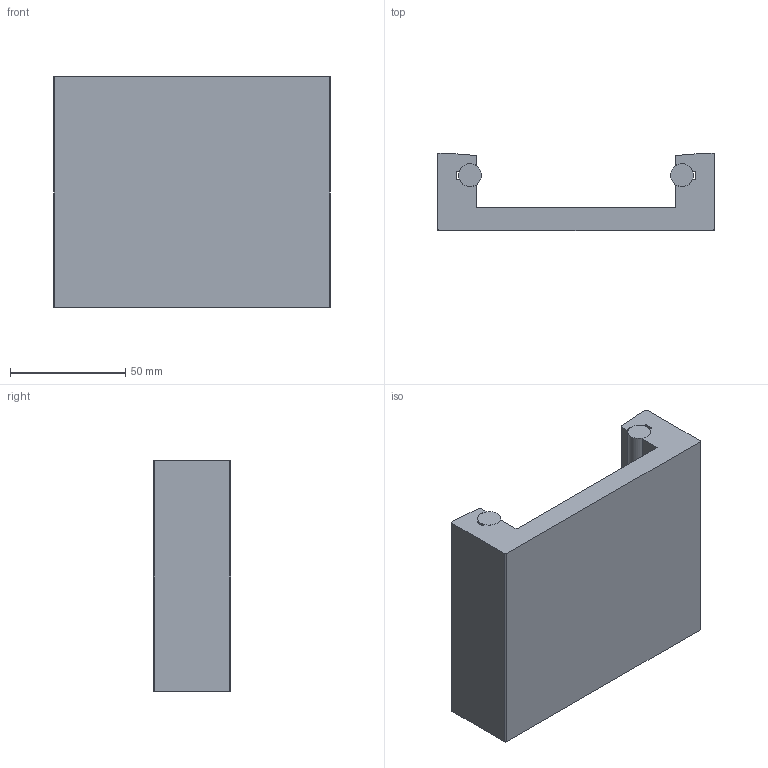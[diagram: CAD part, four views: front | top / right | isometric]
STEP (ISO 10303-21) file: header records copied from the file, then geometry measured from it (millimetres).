
FILE_DESCRIPTION(/* description */ ('PROF.GUIDA IL120 COMPLETA DI TONDO'),/* implementation_level */ '2;1');
FILE_NAME(/* name */ 'BPRGD0000010.stp',/* time_stamp */ '2022-07-27T08:50:43+02:00',/* author */ ('tecnico3.vi'),/* organization */ (''),/* preprocessor_version */ 'ST-DEVELOPER v18.1',/* originating_system */ 'Autodesk Inventor 2022',/* authorisation */ '');
FILE_SCHEMA (('AUTOMOTIVE_DESIGN { 1 0 10303 214 3 1 1 }'));
Length unit declared in the file: millimetre
Products named in the file (3): BPRGD0000010; BPRGD0000031; 440000002691
Assembly tree (3 placements, depth 2):
  BPRGD0000010
    BPRGD0000031
    440000002691  x2
Bounding box: 120 x 33.5 x 100 mm (x, y, z)
Volume: 199320.5 mm3; surface area: 48198.1 mm2
Topology: 3 solids, 3 shells, 52 faces, 138 edges, 92 vertices
Faces by surface type: cylinder 28, plane 24
Full cylindrical faces by diameter (mm): 10 x2
Entity records: 1707 total; most frequent: DIRECTION 299, CARTESIAN_POINT 280, ORIENTED_EDGE 270, EDGE_CURVE 135, AXIS2_PLACEMENT_3D 109, VERTEX_POINT 90, LINE 81, VECTOR 81
